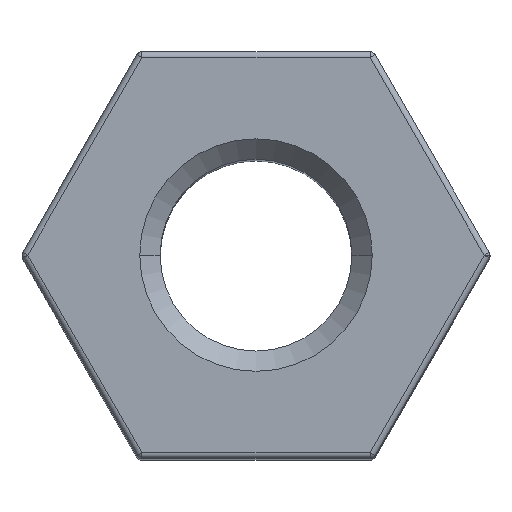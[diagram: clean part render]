
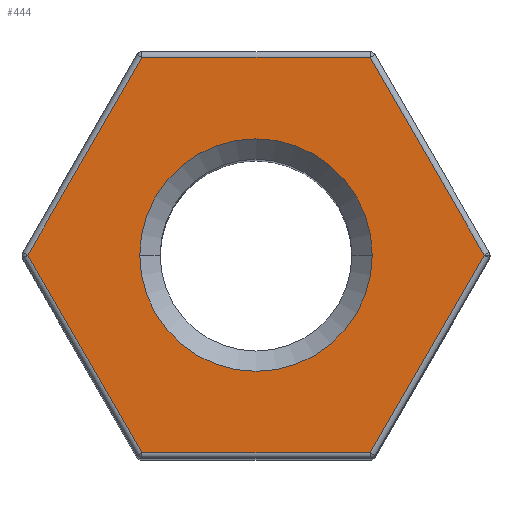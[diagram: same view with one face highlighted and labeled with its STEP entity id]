
A CAD part, top view. The second image highlights one B-rep face of the part: STEP entity #444.
In plain terms, the highlighted planar face has unit normal (0, 0, 1).
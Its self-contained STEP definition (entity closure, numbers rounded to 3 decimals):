
#25 = LINE ( 'NONE', #233, #1056 ) ;
#35 = CARTESIAN_POINT ( 'NONE',  ( -1.934, -3.45, 18. ) ) ;
#52 = CARTESIAN_POINT ( 'NONE',  ( -1.963, -3.4, 18. ) ) ;
#58 = DIRECTION ( 'NONE',  ( 0., 0., 1. ) ) ;
#60 = DIRECTION ( 'NONE',  ( 1., 0., 0. ) ) ;
#64 = EDGE_CURVE ( 'NONE', #1006, #796, #1096, .T. ) ;
#67 = FACE_OUTER_BOUND ( 'NONE', #539, .T. ) ;
#115 = CARTESIAN_POINT ( 'NONE',  ( -1.963, 3.4, 18. ) ) ;
#121 = CARTESIAN_POINT ( 'NONE',  ( 2., 0., 18. ) ) ;
#122 = LINE ( 'NONE', #573, #662 ) ;
#136 = CARTESIAN_POINT ( 'NONE',  ( 1.934, 3.45, 18. ) ) ;
#142 = CARTESIAN_POINT ( 'NONE',  ( 1.963, 3.4, 18. ) ) ;
#179 = CARTESIAN_POINT ( 'NONE',  ( -2., 0., 18. ) ) ;
#233 = CARTESIAN_POINT ( 'NONE',  ( -3.955, -0.05, 18. ) ) ;
#234 = CIRCLE ( 'NONE', #397, 2. ) ;
#242 = DIRECTION ( 'NONE',  ( 1., 0., 0. ) ) ;
#249 = CARTESIAN_POINT ( 'NONE',  ( 0., 0., 18. ) ) ;
#271 = VECTOR ( 'NONE', #773, 1000. ) ;
#307 = VERTEX_POINT ( 'NONE', #115 ) ;
#309 = ORIENTED_EDGE ( 'NONE', *, *, #1024, .T. ) ;
#336 = ORIENTED_EDGE ( 'NONE', *, *, #1077, .T. ) ;
#346 = VERTEX_POINT ( 'NONE', #663 ) ;
#360 = DIRECTION ( 'NONE',  ( -0.5, -0.866, 0. ) ) ;
#368 = DIRECTION ( 'NONE',  ( 1., 0., 0. ) ) ;
#370 = VERTEX_POINT ( 'NONE', #470 ) ;
#393 = FACE_BOUND ( 'NONE', #592, .T. ) ;
#397 = AXIS2_PLACEMENT_3D ( 'NONE', #249, #958, #368 ) ;
#430 = VERTEX_POINT ( 'NONE', #52 ) ;
#444 = ADVANCED_FACE ( 'NONE', ( #67, #393 ), #1225, .T. ) ;
#465 = VERTEX_POINT ( 'NONE', #509 ) ;
#470 = CARTESIAN_POINT ( 'NONE',  ( 1.963, -3.4, 18. ) ) ;
#509 = CARTESIAN_POINT ( 'NONE',  ( 3.926, 0., 18. ) ) ;
#539 = EDGE_LOOP ( 'NONE', ( #309, #1208, #975, #336, #1087, #1256 ) ) ;
#541 = VECTOR ( 'NONE', #242, 1000. ) ;
#573 = CARTESIAN_POINT ( 'NONE',  ( -2.021, 3.4, 18. ) ) ;
#574 = LINE ( 'NONE', #35, #271 ) ;
#580 = CARTESIAN_POINT ( 'NONE',  ( 2.021, -3.4, 18. ) ) ;
#592 = EDGE_LOOP ( 'NONE', ( #713, #1180 ) ) ;
#662 = VECTOR ( 'NONE', #667, 1000. ) ;
#663 = CARTESIAN_POINT ( 'NONE',  ( -3.926, 0., 18. ) ) ;
#667 = DIRECTION ( 'NONE',  ( -1., 0., 0. ) ) ;
#693 = AXIS2_PLACEMENT_3D ( 'NONE', #1145, #58, #797 ) ;
#696 = DIRECTION ( 'NONE',  ( 0., 0., -1. ) ) ;
#713 = ORIENTED_EDGE ( 'NONE', *, *, #64, .T. ) ;
#769 = VECTOR ( 'NONE', #1035, 1000. ) ;
#773 = DIRECTION ( 'NONE',  ( 0.5, -0.866, 0. ) ) ;
#796 = VERTEX_POINT ( 'NONE', #179 ) ;
#797 = DIRECTION ( 'NONE',  ( 1., 0., 0. ) ) ;
#800 = LINE ( 'NONE', #1040, #1231 ) ;
#859 = LINE ( 'NONE', #580, #541 ) ;
#927 = AXIS2_PLACEMENT_3D ( 'NONE', #1227, #696, #60 ) ;
#958 = DIRECTION ( 'NONE',  ( 0., 0., -1. ) ) ;
#975 = ORIENTED_EDGE ( 'NONE', *, *, #1064, .T. ) ;
#1006 = VERTEX_POINT ( 'NONE', #121 ) ;
#1024 = EDGE_CURVE ( 'NONE', #1114, #307, #122, .T. ) ;
#1035 = DIRECTION ( 'NONE',  ( -0.5, 0.866, 0. ) ) ;
#1040 = CARTESIAN_POINT ( 'NONE',  ( 3.955, 0.05, 18. ) ) ;
#1056 = VECTOR ( 'NONE', #360, 1000. ) ;
#1059 = EDGE_CURVE ( 'NONE', #307, #346, #25, .T. ) ;
#1064 = EDGE_CURVE ( 'NONE', #346, #430, #574, .T. ) ;
#1077 = EDGE_CURVE ( 'NONE', #430, #370, #859, .T. ) ;
#1083 = EDGE_CURVE ( 'NONE', #370, #465, #800, .T. ) ;
#1087 = ORIENTED_EDGE ( 'NONE', *, *, #1083, .T. ) ;
#1091 = EDGE_CURVE ( 'NONE', #465, #1114, #1258, .T. ) ;
#1096 = CIRCLE ( 'NONE', #927, 2. ) ;
#1097 = EDGE_CURVE ( 'NONE', #796, #1006, #234, .T. ) ;
#1114 = VERTEX_POINT ( 'NONE', #142 ) ;
#1132 = DIRECTION ( 'NONE',  ( 0.5, 0.866, 0. ) ) ;
#1145 = CARTESIAN_POINT ( 'NONE',  ( 4.041, 0., 18. ) ) ;
#1180 = ORIENTED_EDGE ( 'NONE', *, *, #1097, .T. ) ;
#1208 = ORIENTED_EDGE ( 'NONE', *, *, #1059, .T. ) ;
#1225 = PLANE ( 'NONE',  #693 ) ;
#1227 = CARTESIAN_POINT ( 'NONE',  ( 0., 0., 18. ) ) ;
#1231 = VECTOR ( 'NONE', #1132, 1000. ) ;
#1256 = ORIENTED_EDGE ( 'NONE', *, *, #1091, .T. ) ;
#1258 = LINE ( 'NONE', #136, #769 ) ;
